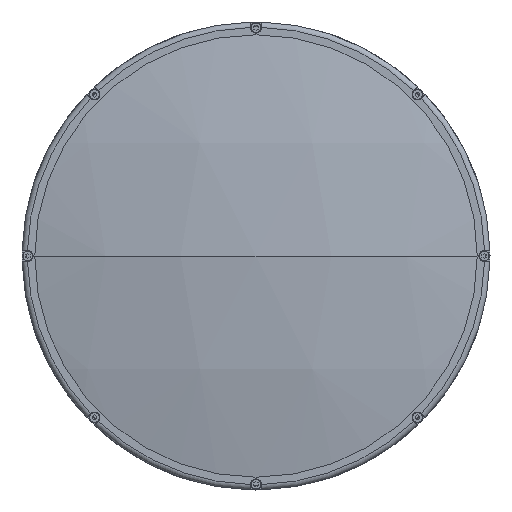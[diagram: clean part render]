
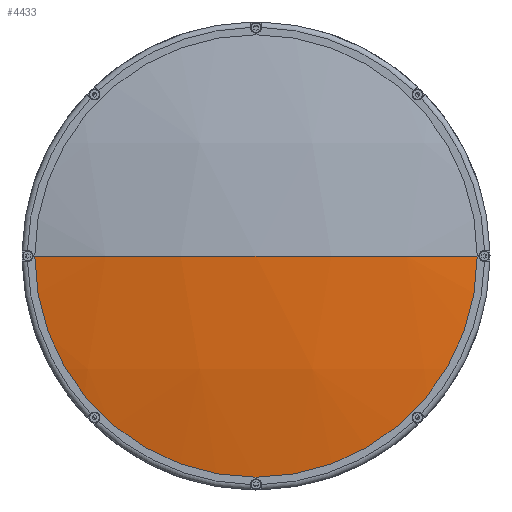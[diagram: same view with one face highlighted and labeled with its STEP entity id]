
A CAD part, left-side view. The second image highlights one B-rep face of the part: STEP entity #4433.
In plain terms, the highlighted spherical face has radius 606 mm.
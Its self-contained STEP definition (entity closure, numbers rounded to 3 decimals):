
#324 = CIRCLE ( 'NONE', #4068, 606. ) ;
#1529 = DIRECTION ( 'NONE',  ( 0., 0., 1. ) ) ;
#1600 = CARTESIAN_POINT ( 'NONE',  ( -547.362, 0., 0. ) ) ;
#1760 = CIRCLE ( 'NONE', #1933, 124.9 ) ;
#1933 = AXIS2_PLACEMENT_3D ( 'NONE', #1600, #2094, #1529 ) ;
#2094 = DIRECTION ( 'NONE',  ( -1., 0., 0. ) ) ;
#2282 = EDGE_LOOP ( 'NONE', ( #8868, #8328, #8453 ) ) ;
#2662 = DIRECTION ( 'NONE',  ( 0., -1., 0. ) ) ;
#2796 = DIRECTION ( 'NONE',  ( 0., 0., 1. ) ) ;
#2824 = CARTESIAN_POINT ( 'NONE',  ( 45.627, 0., 0. ) ) ;
#4068 = AXIS2_PLACEMENT_3D ( 'NONE', #2824, #2796, #2662 ) ;
#4324 = EDGE_CURVE ( 'NONE', #9664, #9123, #1760, .T. ) ;
#4433 = ADVANCED_FACE ( 'NONE', ( #8827 ), #8001, .T. ) ;
#4983 = EDGE_CURVE ( 'NONE', #9664, #6992, #324, .T. ) ;
#6992 = VERTEX_POINT ( 'NONE', #10028 ) ;
#7082 = AXIS2_PLACEMENT_3D ( 'NONE', #10193, #10161, #10153 ) ;
#8001 = SPHERICAL_SURFACE ( 'NONE', #8597, 606. ) ;
#8328 = ORIENTED_EDGE ( 'NONE', *, *, #9291, .T. ) ;
#8453 = ORIENTED_EDGE ( 'NONE', *, *, #4983, .F. ) ;
#8537 = CARTESIAN_POINT ( 'NONE',  ( -547.362, 124.9, 0. ) ) ;
#8597 = AXIS2_PLACEMENT_3D ( 'NONE', #9274, #8994, #8976 ) ;
#8827 = FACE_OUTER_BOUND ( 'NONE', #2282, .T. ) ;
#8868 = ORIENTED_EDGE ( 'NONE', *, *, #4324, .T. ) ;
#8976 = DIRECTION ( 'NONE',  ( 0., 1., 0. ) ) ;
#8994 = DIRECTION ( 'NONE',  ( 0., 0., -1. ) ) ;
#9001 = CIRCLE ( 'NONE', #7082, 606. ) ;
#9123 = VERTEX_POINT ( 'NONE', #10922 ) ;
#9274 = CARTESIAN_POINT ( 'NONE',  ( 45.627, 0., 0. ) ) ;
#9291 = EDGE_CURVE ( 'NONE', #9123, #6992, #9001, .T. ) ;
#9664 = VERTEX_POINT ( 'NONE', #8537 ) ;
#10028 = CARTESIAN_POINT ( 'NONE',  ( -560.373, 0., 0. ) ) ;
#10153 = DIRECTION ( 'NONE',  ( 0., 1., 0. ) ) ;
#10161 = DIRECTION ( 'NONE',  ( 0., 0., -1. ) ) ;
#10193 = CARTESIAN_POINT ( 'NONE',  ( 45.627, 0., 0. ) ) ;
#10922 = CARTESIAN_POINT ( 'NONE',  ( -547.362, -124.9, 0. ) ) ;
